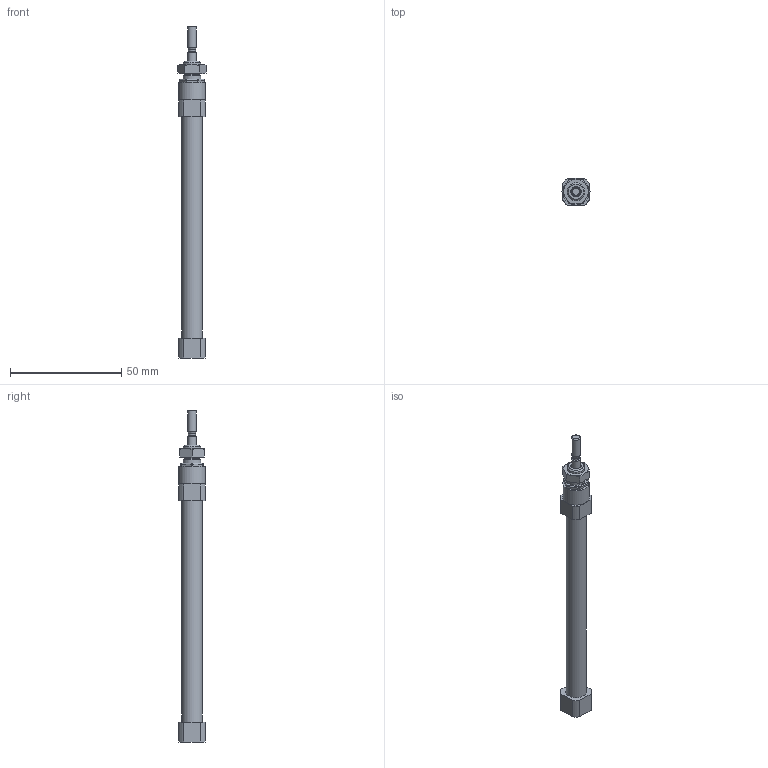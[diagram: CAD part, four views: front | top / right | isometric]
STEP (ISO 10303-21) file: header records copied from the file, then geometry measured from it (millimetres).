
FILE_DESCRIPTION(/* description */ ('STEP AP214'),/* implementation_level */ '2;1');
FILE_NAME(/* name */ '5205906_DSNU-S-8-80-P-A-MQ',/* time_stamp */ '2024-05-09T08:49:02+02:00',/* author */ ('License CC BY-ND 4.0'),/* organization */ ('CADENAS'),/* preprocessor_version */ 'ST-DEVELOPER v19.3',/* originating_system */ 'PARTsolutions',/* authorisation */ ' ');
FILE_SCHEMA (('AUTOMOTIVE_DESIGN {1 0 10303 214 3 1 1}'));
Length unit declared in the file: millimetre
Products named in the file (4): 5205906 DSNU-S-8-80-P-A-MQ---(0); 8112002 DSNU-S-8-80-P-MQ---(C); 8112002 DSNU-S-8-80-P---(P); 5362770 M8x1
Assembly tree (3 placements, depth 2):
  5205906 DSNU-S-8-80-P-A-MQ---(0)
    8112002 DSNU-S-8-80-P-MQ---(C)
    8112002 DSNU-S-8-80-P---(P)
    5362770 M8x1
Bounding box: 12.7 x 12 x 149.5 mm (x, y, z)
Volume: 7648.9 mm3; surface area: 9581 mm2
Topology: 3 solids, 3 shells, 105 faces, 230 edges, 132 vertices
Faces by surface type: plane 40, cylinder 34, cone 22, sphere 6, torus 3
Full cylindrical faces by diameter (mm): 3.2 x1, 4 x3, 4.134 x2, 6.5 x1, 6.917 x1, 8 x4, 9.3 x1, 12 x1
Entity records: 2785 total; most frequent: CARTESIAN_POINT 528, DIRECTION 478, ORIENTED_EDGE 386, AXIS2_PLACEMENT_3D 202, EDGE_CURVE 193, FACE_BOUND 145, EDGE_LOOP 144, VERTEX_POINT 130
